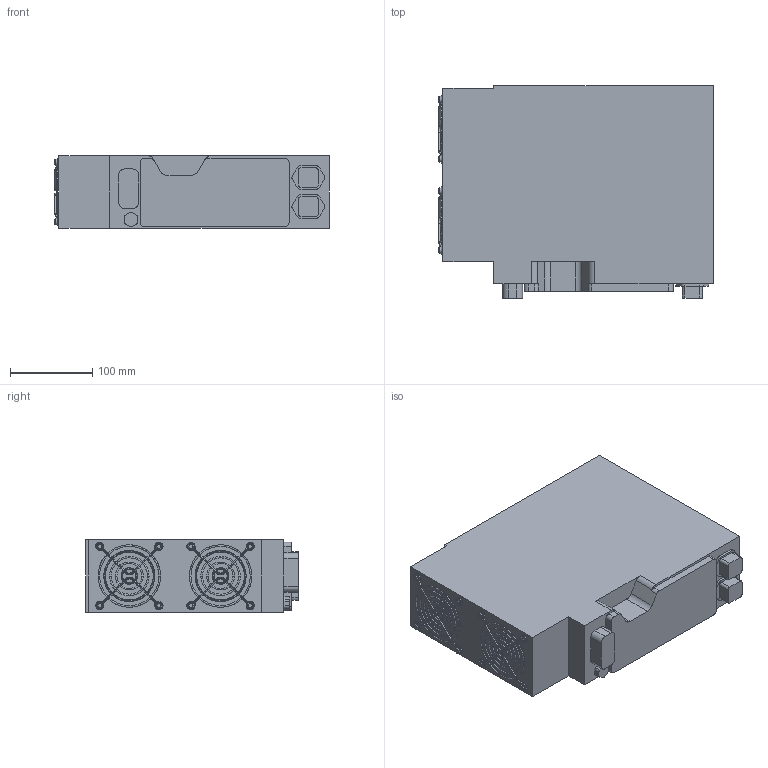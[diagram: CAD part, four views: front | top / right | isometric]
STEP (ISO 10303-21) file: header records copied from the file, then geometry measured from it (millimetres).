
FILE_DESCRIPTION(/* description */ (''),/* implementation_level */ '2;1');
FILE_NAME(/* name */ 'BRUSA_NLG513-AirCooled',/* time_stamp */ '2017-01-09T20:47:24+09:00',/* author */ (''),/* organization */ (''),/* preprocessor_version */ 'ST-DEVELOPER v15',/* originating_system */ '',/* authorisation */ '');
FILE_SCHEMA (('AUTOMOTIVE_DESIGN'));
Length unit declared in the file: millimetre
Products named in the file (1): Document
Bounding box: 334 x 258.5 x 88 mm (x, y, z)
Volume: 6953968.8 mm3; surface area: 280722.3 mm2
Topology: 19 solids, 23 shells, 328 faces, 720 edges, 424 vertices
Faces by surface type: bspline 281, plane 47
Entity records: 18841 total; most frequent: CARTESIAN_POINT 14977, ORIENTED_EDGE 1424, EDGE_CURVE 720, VERTEX_POINT 424, EDGE_LOOP 342, ADVANCED_FACE 328, FACE_OUTER_BOUND 328, DIRECTION 53
